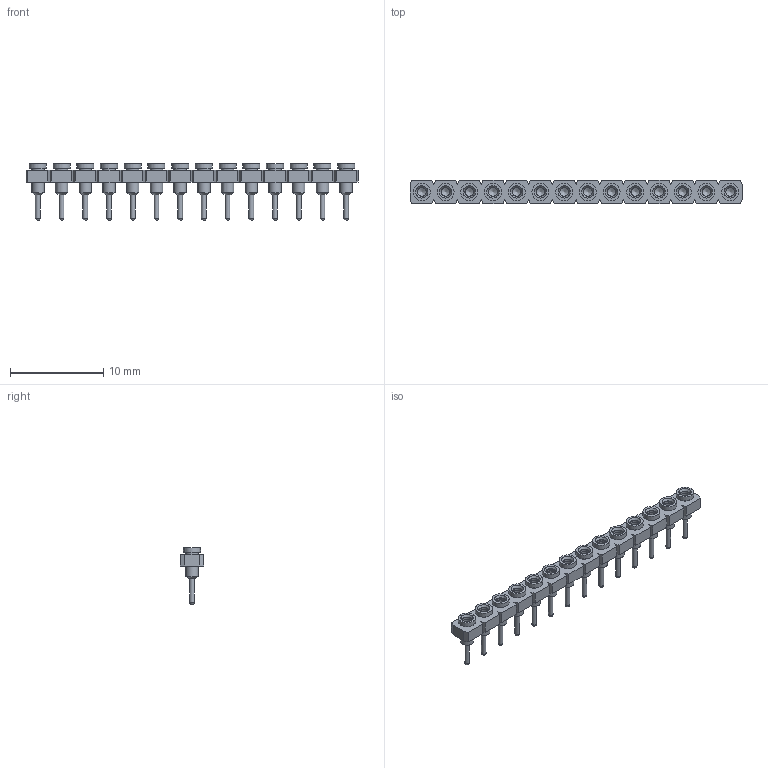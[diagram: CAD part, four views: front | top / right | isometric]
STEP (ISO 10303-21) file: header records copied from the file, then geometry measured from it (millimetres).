
FILE_DESCRIPTION(('FreeCAD Model'),'2;1');
FILE_NAME('Open CASCADE Shape Model','2025-01-11T13:29:22',(''),(''), 'Open CASCADE STEP processor 7.8','FreeCAD','Unknown');
FILE_SCHEMA(('AUTOMOTIVE_DESIGN { 1 0 10303 214 1 1 1 1 }'));
Length unit declared in the file: millimetre
Products named in the file (15): SL-114_socket; SC-4P1_pins091; SC-4P1_pins092; SC-4P1_pins093; SC-4P1_pins094; SC-4P1_pins095; SC-4P1_pins096; SC-4P1_pins097; SC-4P1_pins098; SC-4P1_pins099; SC-4P1_pins100; SC-4P1_pins101; SC-4P1_pins102; SC-4P1_pins103; SC-4P1_pins119
Bounding box: 35.56 x 2.54 x 6.1 mm (x, y, z)
Volume: 134.5 mm3; surface area: 796.1 mm2
Topology: 15 solids, 15 shells, 326 faces, 720 edges, 466 vertices
Faces by surface type: plane 158, cylinder 98, cone 56, sphere 14
Full cylindrical faces by diameter (mm): 0.508 x14, 0.914 x14, 1.016 x14, 1.321 x42, 1.829 x14
Entity records: 9072 total; most frequent: CARTESIAN_POINT 1709, DIRECTION 1444, ORIENTED_EDGE 1384, EDGE_CURVE 692, AXIS2_PLACEMENT_3D 593, VERTEX_POINT 466, FACE_BOUND 424, EDGE_LOOP 424
